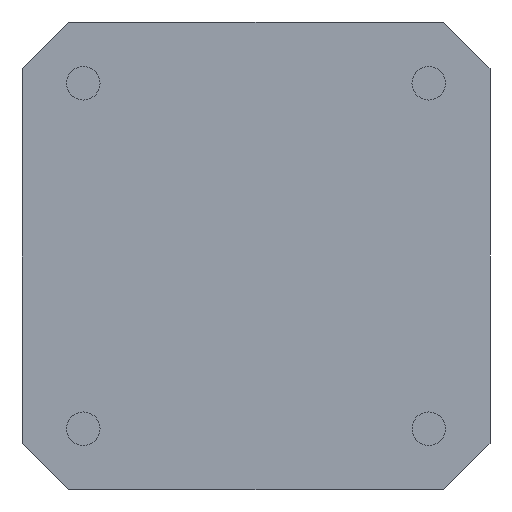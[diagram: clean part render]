
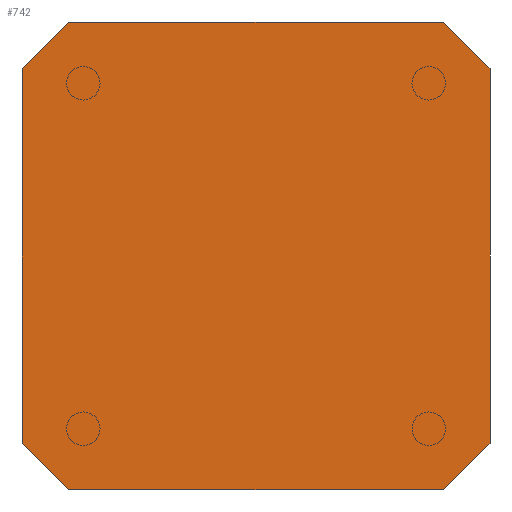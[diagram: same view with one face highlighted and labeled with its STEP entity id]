
A CAD part, front view. The second image highlights one B-rep face of the part: STEP entity #742.
In plain terms, the highlighted planar face has unit normal (0, -1, 0).
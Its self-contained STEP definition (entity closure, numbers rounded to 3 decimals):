
#65 = CARTESIAN_POINT ( 'NONE',  ( 0., -37., 0. ) ) ;
#70 = CARTESIAN_POINT ( 'NONE',  ( 37.8, -37., 0. ) ) ;
#80 = VERTEX_POINT ( 'NONE', #1105 ) ;
#88 = CARTESIAN_POINT ( 'NONE',  ( 0., -37., -42. ) ) ;
#91 = VERTEX_POINT ( 'NONE', #998 ) ;
#102 = CARTESIAN_POINT ( 'NONE',  ( 4.2, -37., -42. ) ) ;
#114 = CARTESIAN_POINT ( 'NONE',  ( 37.8, -37., -42. ) ) ;
#143 = DIRECTION ( 'NONE',  ( 0., 0., -1. ) ) ;
#172 = EDGE_CURVE ( 'NONE', #91, #656, #176, .T. ) ;
#176 = LINE ( 'NONE', #70, #1227 ) ;
#221 = DIRECTION ( 'NONE',  ( 0.707, 0., -0.707 ) ) ;
#225 = VECTOR ( 'NONE', #1011, 1000. ) ;
#227 = LINE ( 'NONE', #235, #470 ) ;
#234 = ORIENTED_EDGE ( 'NONE', *, *, #586, .T. ) ;
#235 = CARTESIAN_POINT ( 'NONE',  ( 37.8, -37., -42. ) ) ;
#267 = CARTESIAN_POINT ( 'NONE',  ( 42., -37., 0. ) ) ;
#309 = LINE ( 'NONE', #102, #404 ) ;
#310 = EDGE_CURVE ( 'NONE', #965, #80, #373, .T. ) ;
#350 = CARTESIAN_POINT ( 'NONE',  ( 0., -37., 0. ) ) ;
#364 = DIRECTION ( 'NONE',  ( 0., 0., 1. ) ) ;
#373 = LINE ( 'NONE', #1331, #799 ) ;
#386 = VECTOR ( 'NONE', #1150, 1000. ) ;
#388 = VECTOR ( 'NONE', #1102, 1000. ) ;
#404 = VECTOR ( 'NONE', #221, 1000. ) ;
#413 = VERTEX_POINT ( 'NONE', #1166 ) ;
#416 = LINE ( 'NONE', #88, #386 ) ;
#423 = CARTESIAN_POINT ( 'NONE',  ( 4.2, -37., 0. ) ) ;
#431 = VERTEX_POINT ( 'NONE', #423 ) ;
#462 = VERTEX_POINT ( 'NONE', #114 ) ;
#470 = VECTOR ( 'NONE', #646, 1000. ) ;
#490 = ORIENTED_EDGE ( 'NONE', *, *, #1167, .F. ) ;
#505 = EDGE_CURVE ( 'NONE', #462, #1306, #227, .T. ) ;
#520 = LINE ( 'NONE', #943, #1135 ) ;
#522 = CARTESIAN_POINT ( 'NONE',  ( 0., -37., -37.8 ) ) ;
#563 = CARTESIAN_POINT ( 'NONE',  ( 42., -37., -37.8 ) ) ;
#564 = EDGE_CURVE ( 'NONE', #431, #80, #520, .T. ) ;
#586 = EDGE_CURVE ( 'NONE', #965, #413, #309, .T. ) ;
#646 = DIRECTION ( 'NONE',  ( 0.707, 0., 0.707 ) ) ;
#656 = VERTEX_POINT ( 'NONE', #770 ) ;
#672 = LINE ( 'NONE', #267, #225 ) ;
#683 = EDGE_LOOP ( 'NONE', ( #1287, #490, #730, #1364, #1332, #1290, #234, #906 ) ) ;
#730 = ORIENTED_EDGE ( 'NONE', *, *, #172, .T. ) ;
#742 = ADVANCED_FACE ( 'NONE', ( #1098 ), #966, .T. ) ;
#770 = CARTESIAN_POINT ( 'NONE',  ( 37.8, -37., 0. ) ) ;
#799 = VECTOR ( 'NONE', #364, 1000. ) ;
#804 = DIRECTION ( 'NONE',  ( -0.707, 0., 0.707 ) ) ;
#820 = EDGE_CURVE ( 'NONE', #462, #413, #416, .T. ) ;
#850 = DIRECTION ( 'NONE',  ( 0., -1., 0. ) ) ;
#906 = ORIENTED_EDGE ( 'NONE', *, *, #820, .F. ) ;
#943 = CARTESIAN_POINT ( 'NONE',  ( 0., -37., -4.2 ) ) ;
#965 = VERTEX_POINT ( 'NONE', #522 ) ;
#966 = PLANE ( 'NONE',  #1114 ) ;
#998 = CARTESIAN_POINT ( 'NONE',  ( 42., -37., -4.2 ) ) ;
#1011 = DIRECTION ( 'NONE',  ( 0., 0., -1. ) ) ;
#1098 = FACE_OUTER_BOUND ( 'NONE', #683, .T. ) ;
#1102 = DIRECTION ( 'NONE',  ( 1., 0., 0. ) ) ;
#1105 = CARTESIAN_POINT ( 'NONE',  ( 0., -37., -4.2 ) ) ;
#1114 = AXIS2_PLACEMENT_3D ( 'NONE', #350, #850, #143 ) ;
#1135 = VECTOR ( 'NONE', #1149, 1000. ) ;
#1149 = DIRECTION ( 'NONE',  ( -0.707, 0., -0.707 ) ) ;
#1150 = DIRECTION ( 'NONE',  ( -1., 0., 0. ) ) ;
#1166 = CARTESIAN_POINT ( 'NONE',  ( 4.2, -37., -42. ) ) ;
#1167 = EDGE_CURVE ( 'NONE', #91, #1306, #672, .T. ) ;
#1181 = EDGE_CURVE ( 'NONE', #431, #656, #1322, .T. ) ;
#1227 = VECTOR ( 'NONE', #804, 1000. ) ;
#1287 = ORIENTED_EDGE ( 'NONE', *, *, #505, .T. ) ;
#1290 = ORIENTED_EDGE ( 'NONE', *, *, #310, .F. ) ;
#1306 = VERTEX_POINT ( 'NONE', #563 ) ;
#1322 = LINE ( 'NONE', #65, #388 ) ;
#1331 = CARTESIAN_POINT ( 'NONE',  ( 0., -37., 0. ) ) ;
#1332 = ORIENTED_EDGE ( 'NONE', *, *, #564, .T. ) ;
#1364 = ORIENTED_EDGE ( 'NONE', *, *, #1181, .F. ) ;
